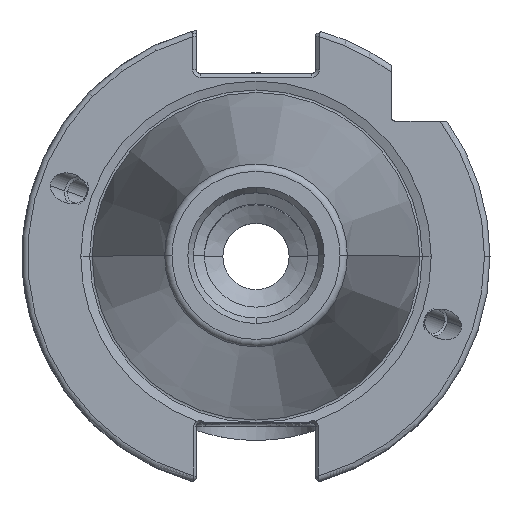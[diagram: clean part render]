
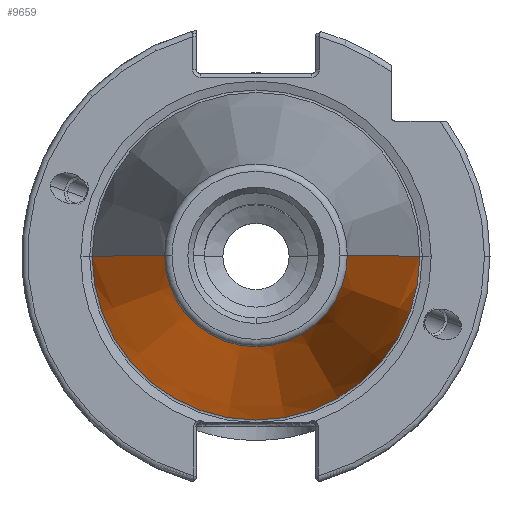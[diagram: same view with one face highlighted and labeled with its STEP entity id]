
A CAD part, top view. The second image highlights one B-rep face of the part: STEP entity #9659.
In plain terms, the highlighted conical face has half-angle 8.297 degrees and reference radius 12.397 mm.
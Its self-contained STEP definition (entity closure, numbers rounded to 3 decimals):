
#114 = EDGE_CURVE ( 'NONE', #408, #3164, #612, .T. ) ;
#408 = VERTEX_POINT ( 'NONE', #1649 ) ;
#612 = LINE ( 'NONE', #9131, #2374 ) ;
#648 = AXIS2_PLACEMENT_3D ( 'NONE', #2332, #3809, #4599 ) ;
#876 = CIRCLE ( 'NONE', #648, 12.397 ) ;
#1448 = DIRECTION ( 'NONE',  ( -1., 0., 0. ) ) ;
#1627 = DIRECTION ( 'NONE',  ( 0.144, 0., -0.99 ) ) ;
#1649 = CARTESIAN_POINT ( 'NONE',  ( 12.397, 0., 67.394 ) ) ;
#2182 = CARTESIAN_POINT ( 'NONE',  ( 0., 0., 67.394 ) ) ;
#2281 = EDGE_CURVE ( 'NONE', #3147, #408, #876, .T. ) ;
#2332 = CARTESIAN_POINT ( 'NONE',  ( 0., 0., 67.394 ) ) ;
#2374 = VECTOR ( 'NONE', #1627, 1000. ) ;
#2378 = ORIENTED_EDGE ( 'NONE', *, *, #7325, .T. ) ;
#2574 = CARTESIAN_POINT ( 'NONE',  ( -12.397, 0., 67.394 ) ) ;
#2697 = DIRECTION ( 'NONE',  ( 0., 0., 1. ) ) ;
#2778 = VECTOR ( 'NONE', #3811, 1000. ) ;
#2820 = EDGE_CURVE ( 'NONE', #9698, #3164, #7958, .T. ) ;
#3053 = CARTESIAN_POINT ( 'NONE',  ( -12.397, 0., 67.394 ) ) ;
#3137 = EDGE_LOOP ( 'NONE', ( #7466, #8448, #2378, #8063 ) ) ;
#3147 = VERTEX_POINT ( 'NONE', #2574 ) ;
#3164 = VERTEX_POINT ( 'NONE', #3598 ) ;
#3598 = CARTESIAN_POINT ( 'NONE',  ( 22.225, 0., 0. ) ) ;
#3651 = DIRECTION ( 'NONE',  ( 0., 0., -1. ) ) ;
#3809 = DIRECTION ( 'NONE',  ( 0., 0., 1. ) ) ;
#3811 = DIRECTION ( 'NONE',  ( -0.144, 0., -0.99 ) ) ;
#4281 = AXIS2_PLACEMENT_3D ( 'NONE', #2182, #3651, #1448 ) ;
#4417 = CARTESIAN_POINT ( 'NONE',  ( -22.225, 0., 0. ) ) ;
#4599 = DIRECTION ( 'NONE',  ( 1., 0., 0. ) ) ;
#4864 = AXIS2_PLACEMENT_3D ( 'NONE', #7213, #2697, #7983 ) ;
#6287 = CONICAL_SURFACE ( 'NONE', #4281, 12.397, 0.145 ) ;
#7213 = CARTESIAN_POINT ( 'NONE',  ( 0., 0., 0. ) ) ;
#7325 = EDGE_CURVE ( 'NONE', #3147, #9698, #8808, .T. ) ;
#7466 = ORIENTED_EDGE ( 'NONE', *, *, #114, .F. ) ;
#7958 = CIRCLE ( 'NONE', #4864, 22.225 ) ;
#7983 = DIRECTION ( 'NONE',  ( 1., 0., 0. ) ) ;
#8063 = ORIENTED_EDGE ( 'NONE', *, *, #2820, .T. ) ;
#8448 = ORIENTED_EDGE ( 'NONE', *, *, #2281, .F. ) ;
#8808 = LINE ( 'NONE', #3053, #2778 ) ;
#9131 = CARTESIAN_POINT ( 'NONE',  ( 12.397, 0., 67.394 ) ) ;
#9472 = FACE_OUTER_BOUND ( 'NONE', #3137, .T. ) ;
#9659 = ADVANCED_FACE ( 'NONE', ( #9472 ), #6287, .T. ) ;
#9698 = VERTEX_POINT ( 'NONE', #4417 ) ;
